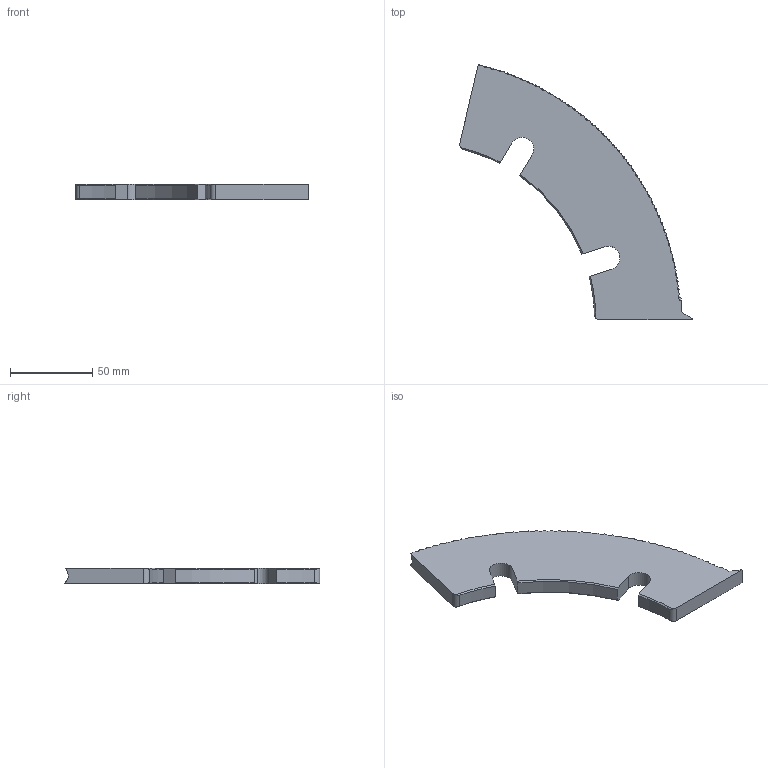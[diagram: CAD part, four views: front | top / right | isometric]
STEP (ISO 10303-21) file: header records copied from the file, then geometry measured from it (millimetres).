
FILE_DESCRIPTION (( 'STEP AP203' ), '1' );
FILE_NAME ('M3514-S.STEP', '2022-04-27T15:45:32', ( '' ), ( '' ), 'SwSTEP 2.0', 'SolidWorks 2020', '' );
FILE_SCHEMA (( 'CONFIG_CONTROL_DESIGN' ));
Length unit declared in the file: inch
Products named in the file (1): M3514-S
Bounding box: 141.59 x 155.53 x 9.49 mm (x, y, z)
Volume: 80532.5 mm3; surface area: 22753.7 mm2
Topology: 1 solids, 1 shells, 116 faces, 342 edges, 228 vertices
Faces by surface type: sphere 88, cylinder 10, plane 10, cone 6, torus 2
Entity records: 5484 total; most frequent: CARTESIAN_POINT 2303, ORIENTED_EDGE 684, DIRECTION 681, EDGE_CURVE 342, AXIS2_PLACEMENT_3D 324, VERTEX_POINT 228, CIRCLE 207, FACE_OUTER_BOUND 116
